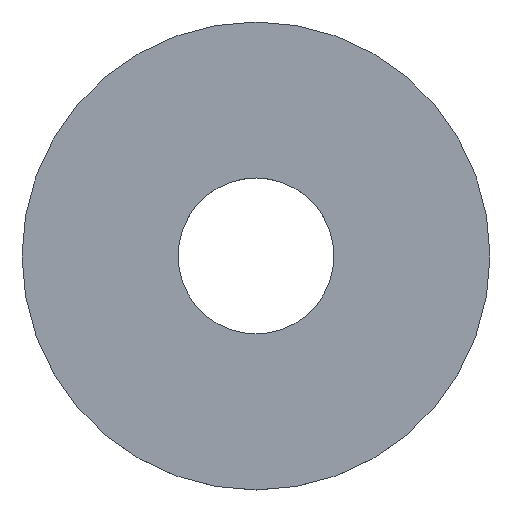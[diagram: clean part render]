
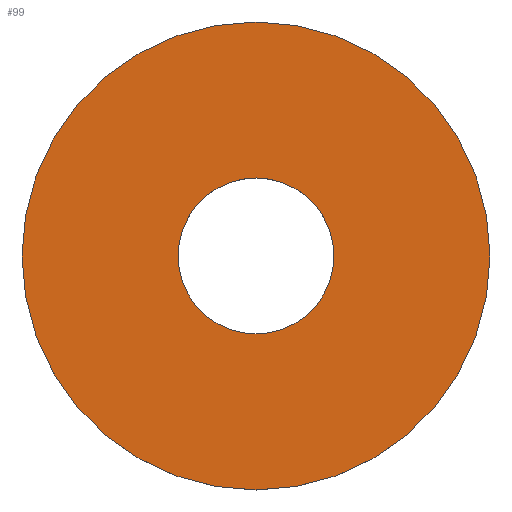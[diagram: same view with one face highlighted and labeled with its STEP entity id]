
A CAD part, top view. The second image highlights one B-rep face of the part: STEP entity #99.
In plain terms, the highlighted planar face has unit normal (0, 0, 1).
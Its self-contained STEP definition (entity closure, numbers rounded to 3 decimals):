
#1 = DIRECTION ( 'NONE',  ( 0., 0., -1. ) ) ;
#3 = DIRECTION ( 'NONE',  ( 0., 0., 1. ) ) ;
#16 = CARTESIAN_POINT ( 'NONE',  ( 0., 2.5, 0.5 ) ) ;
#23 = ORIENTED_EDGE ( 'NONE', *, *, #95, .F. ) ;
#30 = AXIS2_PLACEMENT_3D ( 'NONE', #38, #3, #53 ) ;
#38 = CARTESIAN_POINT ( 'NONE',  ( 0., 2.5, 0.5 ) ) ;
#40 = FACE_OUTER_BOUND ( 'NONE', #154, .T. ) ;
#42 = CIRCLE ( 'NONE', #145, 7.5 ) ;
#52 = EDGE_CURVE ( 'NONE', #132, #132, #159, .T. ) ;
#53 = DIRECTION ( 'NONE',  ( 0., -1., 0. ) ) ;
#58 = CARTESIAN_POINT ( 'NONE',  ( 0., 0., 0.5 ) ) ;
#66 = FACE_BOUND ( 'NONE', #156, .T. ) ;
#76 = CARTESIAN_POINT ( 'NONE',  ( 0., 0., 0.5 ) ) ;
#92 = PLANE ( 'NONE',  #30 ) ;
#93 = AXIS2_PLACEMENT_3D ( 'NONE', #58, #112, #146 ) ;
#95 = EDGE_CURVE ( 'NONE', #105, #105, #42, .T. ) ;
#99 = ADVANCED_FACE ( 'NONE', ( #66, #40 ), #92, .T. ) ;
#102 = ORIENTED_EDGE ( 'NONE', *, *, #52, .T. ) ;
#105 = VERTEX_POINT ( 'NONE', #116 ) ;
#112 = DIRECTION ( 'NONE',  ( 0., 0., -1. ) ) ;
#116 = CARTESIAN_POINT ( 'NONE',  ( 0., 7.5, 0.5 ) ) ;
#130 = DIRECTION ( 'NONE',  ( 0., 1., 0. ) ) ;
#132 = VERTEX_POINT ( 'NONE', #16 ) ;
#145 = AXIS2_PLACEMENT_3D ( 'NONE', #76, #1, #130 ) ;
#146 = DIRECTION ( 'NONE',  ( 0., 1., 0. ) ) ;
#154 = EDGE_LOOP ( 'NONE', ( #23 ) ) ;
#156 = EDGE_LOOP ( 'NONE', ( #102 ) ) ;
#159 = CIRCLE ( 'NONE', #93, 2.5 ) ;
